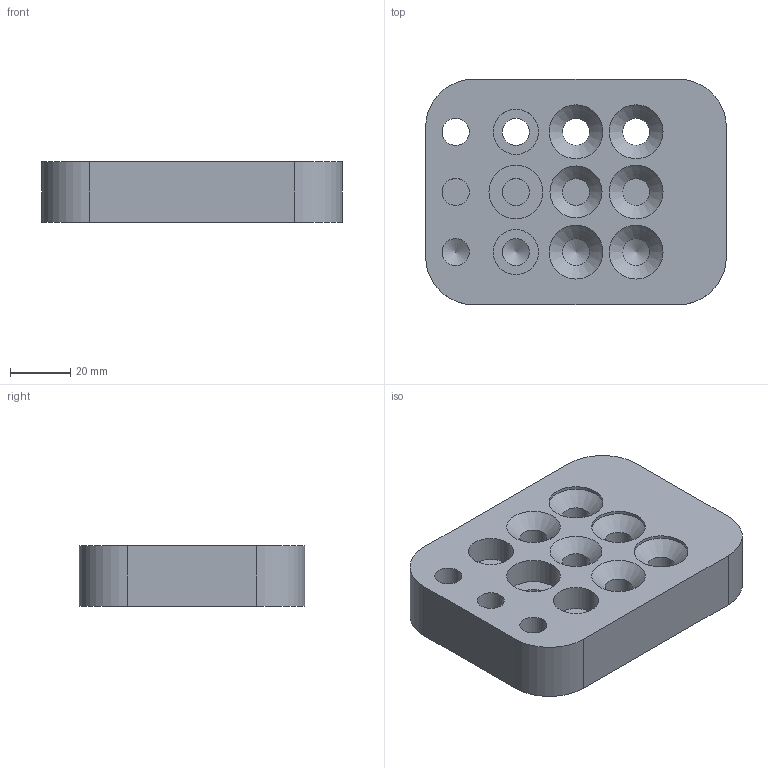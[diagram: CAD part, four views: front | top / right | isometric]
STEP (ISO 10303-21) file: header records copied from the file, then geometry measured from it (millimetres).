
FILE_DESCRIPTION(('FreeCAD Model'),'2;1');
FILE_NAME('Open CASCADE Shape Model','2026-01-05T17:28:08',('Author'),( ''),'Open CASCADE STEP processor 7.8','FreeCAD','Unknown');
FILE_SCHEMA(('AUTOMOTIVE_DESIGN { 1 0 10303 214 1 1 1 1 }'));
Length unit declared in the file: millimetre
Products named in the file (1): Body
Bounding box: 100 x 75 x 20 mm (x, y, z)
Volume: 126346.2 mm3; surface area: 26562 mm2
Topology: 1 solids, 1 shells, 45 faces, 95 edges, 59 vertices
Faces by surface type: cylinder 22, plane 13, cone 10
Full cylindrical faces by diameter (mm): 9 x12, 15 x2, 17.9 x4
Entity records: 1230 total; most frequent: DIRECTION 230, CARTESIAN_POINT 196, ORIENTED_EDGE 182, AXIS2_PLACEMENT_3D 93, EDGE_CURVE 91, FACE_BOUND 64, EDGE_LOOP 64, VERTEX_POINT 59
